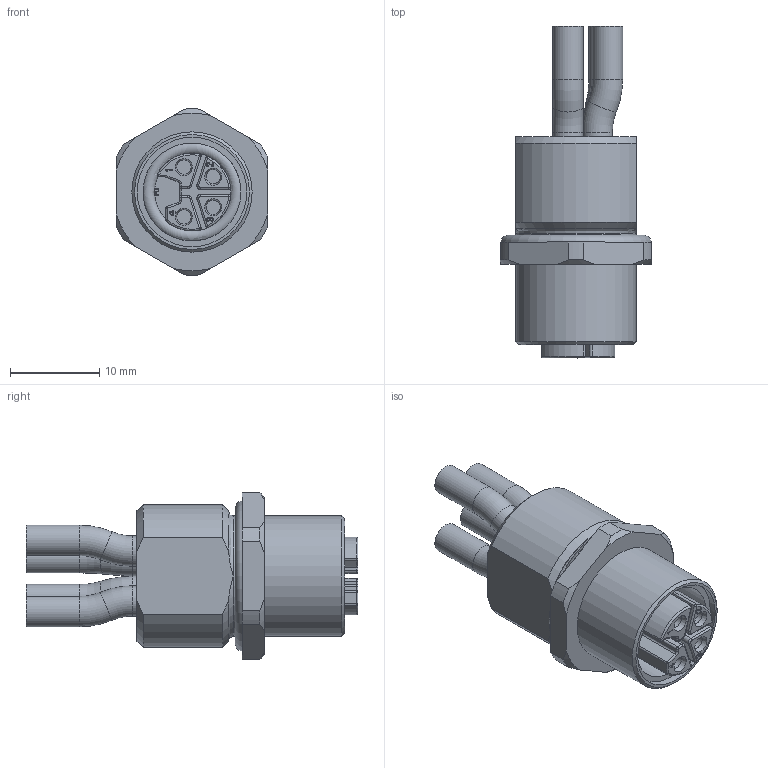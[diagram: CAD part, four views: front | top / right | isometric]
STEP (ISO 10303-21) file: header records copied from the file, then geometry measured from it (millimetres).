
FILE_DESCRIPTION(/* description */ (''),/* implementation_level */ '2;1');
FILE_NAME(/* name */ 'PL-FVM12KU4-m_M16_S5025.stp',/* time_stamp */ '2018-09-28T11:17:02+02:00',/* author */ (''),/* organization */ (''),/* preprocessor_version */ 'ST-DEVELOPER v16',/* originating_system */ 'SIEMENS PLM Software NX 10.0',/* authorisation */ '');
FILE_SCHEMA (('AUTOMOTIVE_DESIGN { 1 0 10303 214 3 1 1 1 }'));
Length unit declared in the file: millimetre
Products named in the file (1): PL-FVM12KU4-m_M16_S5025
Bounding box: 17 x 37.25 x 18.69 mm (x, y, z)
Volume: 4256.2 mm3; surface area: 2854.5 mm2
Topology: 1 solids, 3 shells, 228 faces, 570 edges, 353 vertices
Faces by surface type: plane 93, cylinder 58, torus 25, extrusion 25, cone 16, sphere 11
Full cylindrical faces by diameter (mm): 1.6 x4, 3.4 x8, 11 x1, 12.3 x1, 13.5 x3
Entity records: 6787 total; most frequent: CARTESIAN_POINT 1623, DIRECTION 1027, ORIENTED_EDGE 1022, EDGE_CURVE 511, AXIS2_PLACEMENT_3D 371, VERTEX_POINT 346, VECTOR 285, EDGE_LOOP 283
